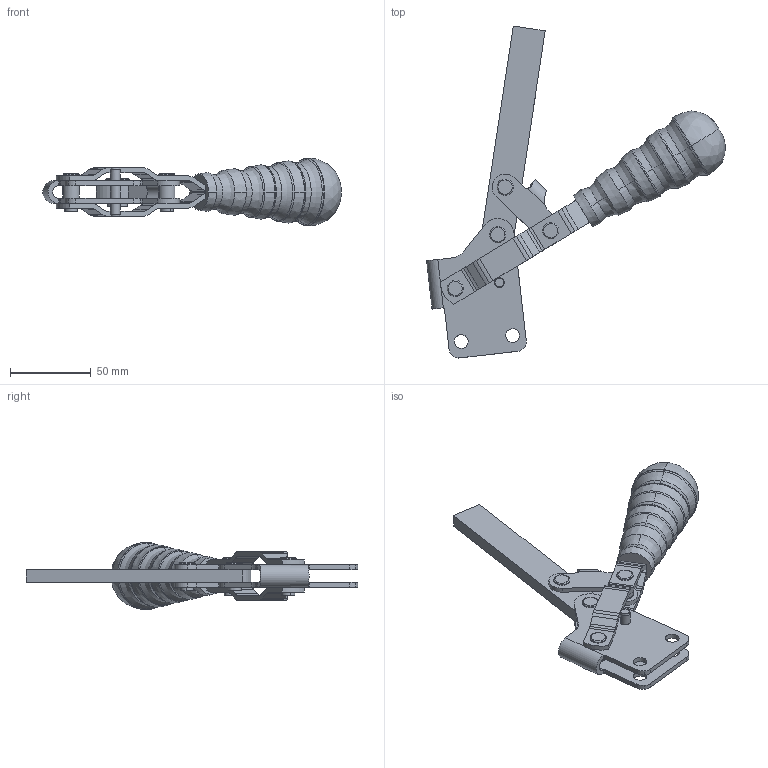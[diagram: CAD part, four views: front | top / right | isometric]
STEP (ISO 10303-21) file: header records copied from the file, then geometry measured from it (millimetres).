
FILE_DESCRIPTION((''),'2;1');
FILE_NAME('214F.1-opened.stp','2005-09-27T20:21:28',('Kysilko'),(''),'Autodesk Inventor 8','Autodesk Inventor 8','');
FILE_SCHEMA(('AUTOMOTIVE_DESIGN { 1 0 10303 214 1 1 1 1 }'));
Length unit declared in the file: millimetre
Products named in the file (1): Part7
Bounding box: 184.82 x 205.28 x 41.84 mm (x, y, z)
Volume: 138208.1 mm3; surface area: 49267.4 mm2
Topology: 1 solids, 5 shells, 1169 faces, 3701 edges, 2265 vertices
Faces by surface type: plane 654, cone 310, cylinder 124, bspline 59, torus 22
Entity records: 43194 total; most frequent: CARTESIAN_POINT 10843, ORIENTED_EDGE 7390, DIRECTION 6749, EDGE_CURVE 3695, AXIS2_PLACEMENT_3D 2515, VERTEX_POINT 2265, VECTOR 1719, LINE 1719
